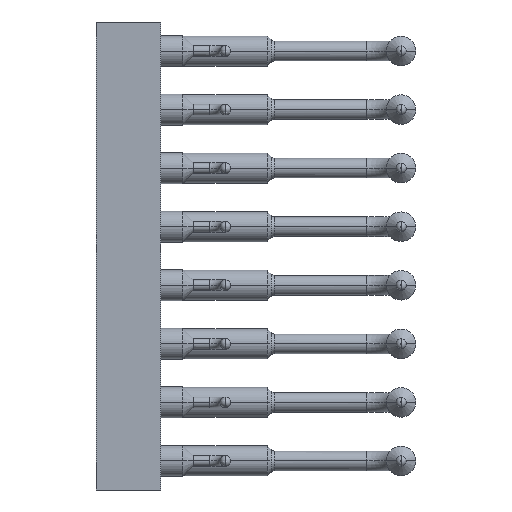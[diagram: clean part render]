
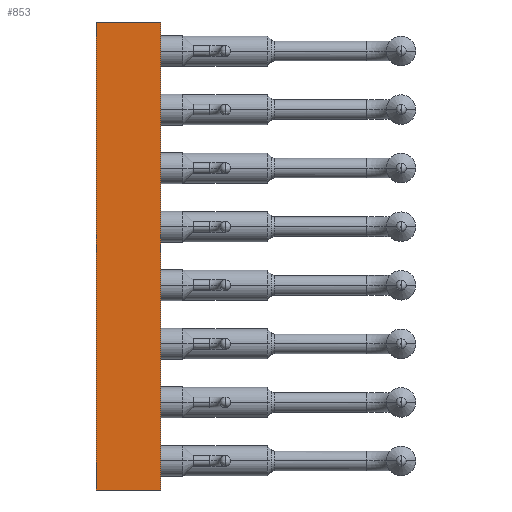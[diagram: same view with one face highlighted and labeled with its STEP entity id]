
A CAD part, left-side view. The second image highlights one B-rep face of the part: STEP entity #853.
In plain terms, the highlighted planar face has unit normal (-1, 0, 0).
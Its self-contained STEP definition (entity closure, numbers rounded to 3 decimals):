
#853=ADVANCED_FACE('',(#2484),#2485,.T.);
#2484=FACE_OUTER_BOUND('',#4118,.T.);
#2485=PLANE('',#4119);
#4118=EDGE_LOOP('',(#9969,#9970,#9971,#9972));
#4119=AXIS2_PLACEMENT_3D('',#9973,#9974,#9975);
#9969=ORIENTED_EDGE('',*,*,#11763,.T.);
#9970=ORIENTED_EDGE('',*,*,#11712,.F.);
#9971=ORIENTED_EDGE('',*,*,#11755,.T.);
#9972=ORIENTED_EDGE('',*,*,#11761,.T.);
#9973=CARTESIAN_POINT('',(-5.01,1.4,-10.15));
#9974=DIRECTION('',(-1.0,0.0,0.0));
#9975=DIRECTION('',(0.0,-1.0,0.0));
#11712=EDGE_CURVE('',#14497,#14499,#14500,.T.);
#11755=EDGE_CURVE('',#14497,#14565,#14567,.T.);
#11761=EDGE_CURVE('',#14565,#14573,#14575,.T.);
#11763=EDGE_CURVE('',#14573,#14499,#14577,.T.);
#14497=VERTEX_POINT('',#18141);
#14499=VERTEX_POINT('',#18144);
#14500=LINE('',#18145,#18146);
#14565=VERTEX_POINT('',#18243);
#14567=LINE('',#18246,#18247);
#14573=VERTEX_POINT('',#18257);
#14575=LINE('',#18260,#18261);
#14577=LINE('',#18264,#18265);
#18141=CARTESIAN_POINT('',(-5.01,2.8,-10.15));
#18144=CARTESIAN_POINT('',(-5.01,2.8,10.15));
#18145=CARTESIAN_POINT('',(-5.01,2.8,-10.15));
#18146=VECTOR('',#22060,1.0);
#18243=CARTESIAN_POINT('',(-5.01,0.,-10.15));
#18246=CARTESIAN_POINT('',(-5.01,2.8,-10.15));
#18247=VECTOR('',#22121,1.0);
#18257=CARTESIAN_POINT('',(-5.01,0.,10.15));
#18260=CARTESIAN_POINT('',(-5.01,0.,-10.15));
#18261=VECTOR('',#22127,1.0);
#18264=CARTESIAN_POINT('',(-5.01,2.8,10.15));
#18265=VECTOR('',#22129,1.0);
#22060=DIRECTION('',(0.0,0.0,1.0));
#22121=DIRECTION('',(0.0,-1.0,0.0));
#22127=DIRECTION('',(0.0,0.0,1.0));
#22129=DIRECTION('',(0.0,1.0,0.0));
